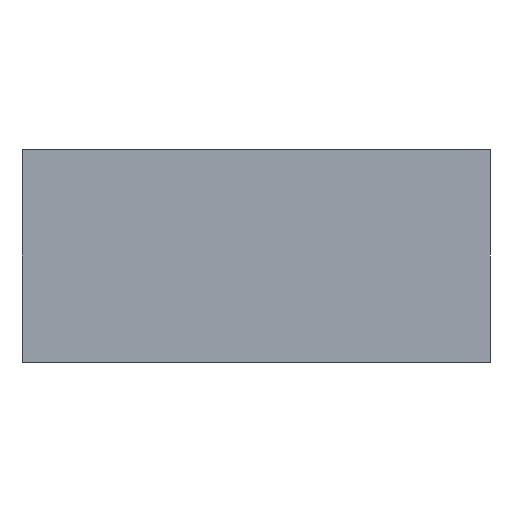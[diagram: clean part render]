
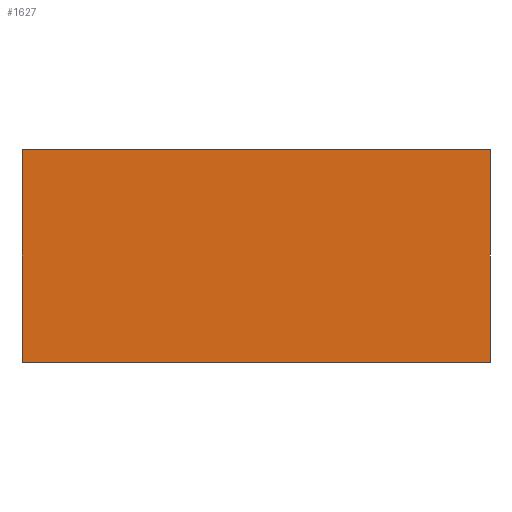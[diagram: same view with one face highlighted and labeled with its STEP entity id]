
A CAD part, front view. The second image highlights one B-rep face of the part: STEP entity #1627.
In plain terms, the highlighted planar face has unit normal (0, -1, 0).
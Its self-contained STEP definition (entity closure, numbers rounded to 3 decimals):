
#7 = VECTOR ( 'NONE', #23, 1000. ) ;
#23 = DIRECTION ( 'NONE',  ( 0., 0., 1. ) ) ;
#113 = VERTEX_POINT ( 'NONE', #689 ) ;
#142 = EDGE_CURVE ( 'NONE', #113, #874, #278, .T. ) ;
#177 = EDGE_CURVE ( 'NONE', #520, #113, #918, .T. ) ;
#183 = DIRECTION ( 'NONE',  ( 0., 1., 0. ) ) ;
#278 = LINE ( 'NONE', #799, #526 ) ;
#288 = VECTOR ( 'NONE', #1203, 1000. ) ;
#303 = DIRECTION ( 'NONE',  ( 1., 0., 0. ) ) ;
#307 = FACE_OUTER_BOUND ( 'NONE', #993, .T. ) ;
#441 = VERTEX_POINT ( 'NONE', #1337 ) ;
#520 = VERTEX_POINT ( 'NONE', #789 ) ;
#526 = VECTOR ( 'NONE', #946, 1000. ) ;
#626 = ORIENTED_EDGE ( 'NONE', *, *, #177, .F. ) ;
#669 = VECTOR ( 'NONE', #303, 1000. ) ;
#689 = CARTESIAN_POINT ( 'NONE',  ( -12.79, -136.081, 8. ) ) ;
#719 = CARTESIAN_POINT ( 'NONE',  ( -89.964, -136.081, 0. ) ) ;
#789 = CARTESIAN_POINT ( 'NONE',  ( -12.79, -136.081, 0. ) ) ;
#799 = CARTESIAN_POINT ( 'NONE',  ( -89.964, -136.081, 8. ) ) ;
#800 = CARTESIAN_POINT ( 'NONE',  ( 4.863, -136.081, 8. ) ) ;
#874 = VERTEX_POINT ( 'NONE', #1607 ) ;
#918 = LINE ( 'NONE', #954, #7 ) ;
#946 = DIRECTION ( 'NONE',  ( 1., 0., 0. ) ) ;
#954 = CARTESIAN_POINT ( 'NONE',  ( -12.79, -136.081, 8. ) ) ;
#993 = EDGE_LOOP ( 'NONE', ( #626, #1563, #1673, #1146 ) ) ;
#1115 = CARTESIAN_POINT ( 'NONE',  ( -89.964, -136.081, 8. ) ) ;
#1139 = EDGE_CURVE ( 'NONE', #520, #441, #1384, .T. ) ;
#1146 = ORIENTED_EDGE ( 'NONE', *, *, #142, .F. ) ;
#1203 = DIRECTION ( 'NONE',  ( 0., 0., 1. ) ) ;
#1219 = AXIS2_PLACEMENT_3D ( 'NONE', #1115, #183, #1223 ) ;
#1223 = DIRECTION ( 'NONE',  ( 0., 0., 1. ) ) ;
#1337 = CARTESIAN_POINT ( 'NONE',  ( 4.863, -136.081, 0. ) ) ;
#1361 = PLANE ( 'NONE',  #1219 ) ;
#1384 = LINE ( 'NONE', #719, #669 ) ;
#1563 = ORIENTED_EDGE ( 'NONE', *, *, #1139, .T. ) ;
#1567 = LINE ( 'NONE', #800, #288 ) ;
#1607 = CARTESIAN_POINT ( 'NONE',  ( 4.863, -136.081, 8. ) ) ;
#1627 = ADVANCED_FACE ( 'NONE', ( #307 ), #1361, .F. ) ;
#1673 = ORIENTED_EDGE ( 'NONE', *, *, #1697, .T. ) ;
#1697 = EDGE_CURVE ( 'NONE', #441, #874, #1567, .T. ) ;
